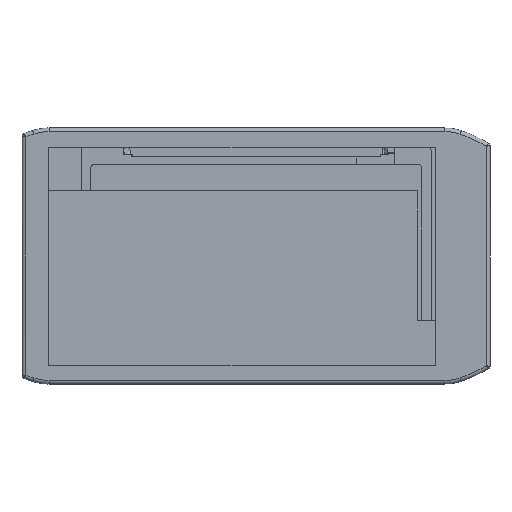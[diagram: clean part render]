
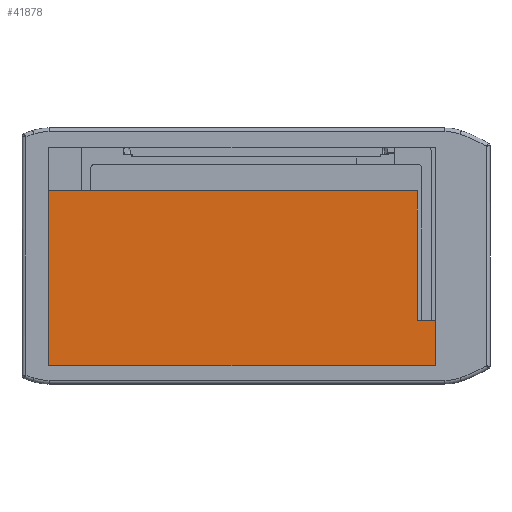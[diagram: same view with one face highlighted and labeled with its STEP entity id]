
A CAD part, front view. The second image highlights one B-rep face of the part: STEP entity #41878.
In plain terms, the highlighted planar face has unit normal (0, -1, 0).
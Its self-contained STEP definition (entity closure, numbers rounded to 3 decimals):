
#41261=CARTESIAN_POINT('',(52.093,-4.9,-20.85));
#41262=DIRECTION('',(0.,1.,0.));
#41263=DIRECTION('',(0.328,0.,-0.945));
#41264=AXIS2_PLACEMENT_3D('',#41261,#41262,#41263);
#41266=DIRECTION('',(-1.,0.,0.));
#41267=VECTOR('',#41266,106.529);
#41268=CARTESIAN_POINT('',(52.093,-4.9,-32.35));
#41269=LINE('',#41268,#41267);
#41270=CARTESIAN_POINT('',(-54.436,-4.9,-19.85));
#41271=DIRECTION('',(0.,1.,0.));
#41272=DIRECTION('',(0.,0.,-1.));
#41273=AXIS2_PLACEMENT_3D('',#41270,#41271,#41272);
#41275=CARTESIAN_POINT('',(-43.844,-4.9,13.509));
#41276=DIRECTION('',(0.,1.,0.));
#41277=DIRECTION('',(-0.303,0.,-0.953));
#41278=AXIS2_PLACEMENT_3D('',#41275,#41276,#41277);
#41280=DIRECTION('',(0.,0.,1.));
#41281=VECTOR('',#41280,62.733);
#41282=CARTESIAN_POINT('',(-59.7,-4.9,-31.267));
#41283=LINE('',#41282,#41281);
#41284=CARTESIAN_POINT('',(-43.844,-4.9,-13.309));
#41285=DIRECTION('',(0.,1.,0.));
#41286=DIRECTION('',(-0.334,0.,0.943));
#41287=AXIS2_PLACEMENT_3D('',#41284,#41285,#41286);
#41289=CARTESIAN_POINT('',(-54.436,-4.9,20.05));
#41290=DIRECTION('',(0.,1.,0.));
#41291=DIRECTION('',(-0.303,0.,0.953));
#41292=AXIS2_PLACEMENT_3D('',#41289,#41290,#41291);
#41294=DIRECTION('',(1.,0.,0.));
#41295=VECTOR('',#41294,106.529);
#41296=CARTESIAN_POINT('',(-54.436,-4.9,32.55));
#41297=LINE('',#41296,#41295);
#41298=CARTESIAN_POINT('',(52.093,-4.9,21.05));
#41299=DIRECTION('',(0.,1.,0.));
#41300=DIRECTION('',(0.,0.,1.));
#41301=AXIS2_PLACEMENT_3D('',#41298,#41299,#41300);
#41303=CARTESIAN_POINT('',(43.248,-4.9,-4.46));
#41304=DIRECTION('',(0.,1.,0.));
#41305=DIRECTION('',(0.328,0.,0.945));
#41306=AXIS2_PLACEMENT_3D('',#41303,#41304,#41305);
#41308=DIRECTION('',(0.,0.,-1.));
#41309=VECTOR('',#41308,57.904);
#41310=CARTESIAN_POINT('',(62.2,-4.9,29.052));
#41311=LINE('',#41310,#41309);
#41312=CARTESIAN_POINT('',(57.85,-4.9,23.4));
#41313=DIRECTION('',(0.,1.,0.));
#41314=DIRECTION('',(-1.,0.,0.));
#41315=AXIS2_PLACEMENT_3D('',#41312,#41313,#41314);
#41317=CARTESIAN_POINT('',(57.85,-4.9,23.4));
#41318=DIRECTION('',(0.,1.,0.));
#41319=DIRECTION('',(1.,0.,0.));
#41320=AXIS2_PLACEMENT_3D('',#41317,#41318,#41319);
#41322=CARTESIAN_POINT('',(57.85,-4.9,-23.4));
#41323=DIRECTION('',(0.,1.,0.));
#41324=DIRECTION('',(-1.,0.,0.));
#41325=AXIS2_PLACEMENT_3D('',#41322,#41323,#41324);
#41327=CARTESIAN_POINT('',(57.85,-4.9,-23.4));
#41328=DIRECTION('',(0.,1.,0.));
#41329=DIRECTION('',(1.,0.,0.));
#41330=AXIS2_PLACEMENT_3D('',#41327,#41328,#41329);
#41332=CARTESIAN_POINT('',(-58.05,-4.9,23.4));
#41333=DIRECTION('',(0.,1.,0.));
#41334=DIRECTION('',(-1.,0.,0.));
#41335=AXIS2_PLACEMENT_3D('',#41332,#41333,#41334);
#41337=CARTESIAN_POINT('',(-58.05,-4.9,23.4));
#41338=DIRECTION('',(0.,1.,0.));
#41339=DIRECTION('',(1.,0.,0.));
#41340=AXIS2_PLACEMENT_3D('',#41337,#41338,#41339);
#41342=CARTESIAN_POINT('',(-58.05,-4.9,-23.4));
#41343=DIRECTION('',(0.,1.,0.));
#41344=DIRECTION('',(-1.,0.,0.));
#41345=AXIS2_PLACEMENT_3D('',#41342,#41343,#41344);
#41347=CARTESIAN_POINT('',(-58.05,-4.9,-23.4));
#41348=DIRECTION('',(0.,1.,0.));
#41349=DIRECTION('',(1.,0.,0.));
#41350=AXIS2_PLACEMENT_3D('',#41347,#41348,#41349);
#41352=DIRECTION('',(0.,0.,1.));
#41353=VECTOR('',#41352,34.8);
#41354=CARTESIAN_POINT('',(59.8,-4.9,-17.2));
#41355=LINE('',#41354,#41353);
#41356=DIRECTION('',(-1.,0.,0.));
#41357=VECTOR('',#41356,5.45);
#41358=CARTESIAN_POINT('',(59.8,-4.9,17.6));
#41359=LINE('',#41358,#41357);
#41360=DIRECTION('',(0.,0.,1.));
#41361=VECTOR('',#41360,11.96);
#41362=CARTESIAN_POINT('',(54.35,-4.9,17.6));
#41363=LINE('',#41362,#41361);
#41364=DIRECTION('',(-1.,0.,0.));
#41365=VECTOR('',#41364,110.9);
#41366=CARTESIAN_POINT('',(54.35,-4.9,29.56));
#41367=LINE('',#41366,#41365);
#41368=DIRECTION('',(0.,0.,-1.));
#41369=VECTOR('',#41368,11.96);
#41370=CARTESIAN_POINT('',(-56.55,-4.9,29.56));
#41371=LINE('',#41370,#41369);
#41372=DIRECTION('',(1.,0.,0.));
#41373=VECTOR('',#41372,101.213);
#41374=CARTESIAN_POINT('',(-56.55,-4.9,17.6));
#41375=LINE('',#41374,#41373);
#41376=DIRECTION('',(0.,0.,-1.));
#41377=VECTOR('',#41376,34.8);
#41378=CARTESIAN_POINT('',(44.663,-4.9,17.6));
#41379=LINE('',#41378,#41377);
#41380=DIRECTION('',(1.,0.,0.));
#41381=VECTOR('',#41380,15.137);
#41382=CARTESIAN_POINT('',(44.663,-4.9,-17.2));
#41383=LINE('',#41382,#41381);
#41384=CARTESIAN_POINT('',(43.248,-4.9,4.66));
#41385=DIRECTION('',(0.,-1.,0.));
#41386=DIRECTION('',(0.328,0.,-0.945));
#41387=AXIS2_PLACEMENT_3D('',#41384,#41385,#41386);
#41677=CARTESIAN_POINT('',(-59.7,-4.9,31.467));
#41678=CARTESIAN_POINT('',(-58.22,-4.9,31.964));
#41679=VERTEX_POINT('',#41677);
#41680=VERTEX_POINT('',#41678);
#41681=CARTESIAN_POINT('',(-54.436,-4.9,32.55));
#41682=VERTEX_POINT('',#41681);
#41683=CARTESIAN_POINT('',(52.093,-4.9,32.55));
#41684=VERTEX_POINT('',#41683);
#41685=CARTESIAN_POINT('',(55.86,-4.9,31.915));
#41686=VERTEX_POINT('',#41685);
#41687=CARTESIAN_POINT('',(62.2,-4.9,29.052));
#41688=VERTEX_POINT('',#41687);
#41689=CARTESIAN_POINT('',(62.2,-4.9,-28.852));
#41690=VERTEX_POINT('',#41689);
#41691=CARTESIAN_POINT('',(55.86,-4.9,-31.715));
#41692=CARTESIAN_POINT('',(52.093,-4.9,-32.35));
#41693=VERTEX_POINT('',#41691);
#41694=VERTEX_POINT('',#41692);
#41695=CARTESIAN_POINT('',(-54.436,-4.9,-32.35));
#41696=VERTEX_POINT('',#41695);
#41697=CARTESIAN_POINT('',(-58.22,-4.9,-31.764));
#41698=VERTEX_POINT('',#41697);
#41699=CARTESIAN_POINT('',(-59.7,-4.9,-31.267));
#41700=VERTEX_POINT('',#41699);
#41701=CARTESIAN_POINT('',(56.35,-4.9,23.4));
#41702=CARTESIAN_POINT('',(59.35,-4.9,23.4));
#41703=VERTEX_POINT('',#41701);
#41704=VERTEX_POINT('',#41702);
#41705=CARTESIAN_POINT('',(56.35,-4.9,-23.4));
#41706=CARTESIAN_POINT('',(59.35,-4.9,-23.4));
#41707=VERTEX_POINT('',#41705);
#41708=VERTEX_POINT('',#41706);
#41709=CARTESIAN_POINT('',(-59.05,-4.9,23.4));
#41710=CARTESIAN_POINT('',(-57.05,-4.9,23.4));
#41711=VERTEX_POINT('',#41709);
#41712=VERTEX_POINT('',#41710);
#41713=CARTESIAN_POINT('',(-59.05,-4.9,-23.4));
#41714=CARTESIAN_POINT('',(-57.05,-4.9,-23.4));
#41715=VERTEX_POINT('',#41713);
#41716=VERTEX_POINT('',#41714);
#41757=CARTESIAN_POINT('',(59.8,-4.9,-17.2));
#41758=CARTESIAN_POINT('',(59.8,-4.9,17.6));
#41759=VERTEX_POINT('',#41757);
#41760=VERTEX_POINT('',#41758);
#41761=CARTESIAN_POINT('',(54.35,-4.9,17.6));
#41762=VERTEX_POINT('',#41761);
#41763=CARTESIAN_POINT('',(54.35,-4.9,29.56));
#41764=VERTEX_POINT('',#41763);
#41765=CARTESIAN_POINT('',(-56.55,-4.9,29.56));
#41766=VERTEX_POINT('',#41765);
#41767=CARTESIAN_POINT('',(-56.55,-4.9,17.6));
#41768=VERTEX_POINT('',#41767);
#41769=CARTESIAN_POINT('',(44.663,-4.9,17.6));
#41770=VERTEX_POINT('',#41769);
#41771=CARTESIAN_POINT('',(44.663,-4.9,-17.2));
#41772=VERTEX_POINT('',#41771);
#41805=CARTESIAN_POINT('',(0.,-4.9,0.));
#41806=DIRECTION('',(0.,-1.,0.));
#41807=DIRECTION('',(1.,0.,0.));
#41808=AXIS2_PLACEMENT_3D('',#41805,#41806,#41807);
#41809=PLANE('',#41808);
#41811=ORIENTED_EDGE('',*,*,#41810,.F.);
#41813=ORIENTED_EDGE('',*,*,#41812,.T.);
#41815=ORIENTED_EDGE('',*,*,#41814,.T.);
#41817=ORIENTED_EDGE('',*,*,#41816,.T.);
#41819=ORIENTED_EDGE('',*,*,#41818,.T.);
#41821=ORIENTED_EDGE('',*,*,#41820,.T.);
#41823=ORIENTED_EDGE('',*,*,#41822,.T.);
#41825=ORIENTED_EDGE('',*,*,#41824,.T.);
#41827=ORIENTED_EDGE('',*,*,#41826,.T.);
#41829=ORIENTED_EDGE('',*,*,#41828,.T.);
#41831=ORIENTED_EDGE('',*,*,#41830,.T.);
#41833=ORIENTED_EDGE('',*,*,#41832,.T.);
#41834=EDGE_LOOP('',(#41811,#41813,#41815,#41817,#41819,#41821,#41823,#41825,
#41827,#41829,#41831,#41833));
#41835=FACE_OUTER_BOUND('',#41834,.F.);
#41837=ORIENTED_EDGE('',*,*,#41836,.F.);
#41839=ORIENTED_EDGE('',*,*,#41838,.F.);
#41840=EDGE_LOOP('',(#41837,#41839));
#41841=FACE_BOUND('',#41840,.F.);
#41843=ORIENTED_EDGE('',*,*,#41842,.F.);
#41845=ORIENTED_EDGE('',*,*,#41844,.F.);
#41846=EDGE_LOOP('',(#41843,#41845));
#41847=FACE_BOUND('',#41846,.F.);
#41849=ORIENTED_EDGE('',*,*,#41848,.F.);
#41851=ORIENTED_EDGE('',*,*,#41850,.F.);
#41852=EDGE_LOOP('',(#41849,#41851));
#41853=FACE_BOUND('',#41852,.F.);
#41855=ORIENTED_EDGE('',*,*,#41854,.F.);
#41857=ORIENTED_EDGE('',*,*,#41856,.F.);
#41858=EDGE_LOOP('',(#41855,#41857));
#41859=FACE_BOUND('',#41858,.F.);
#41861=ORIENTED_EDGE('',*,*,#41860,.T.);
#41863=ORIENTED_EDGE('',*,*,#41862,.T.);
#41865=ORIENTED_EDGE('',*,*,#41864,.T.);
#41867=ORIENTED_EDGE('',*,*,#41866,.T.);
#41869=ORIENTED_EDGE('',*,*,#41868,.T.);
#41871=ORIENTED_EDGE('',*,*,#41870,.T.);
#41873=ORIENTED_EDGE('',*,*,#41872,.T.);
#41875=ORIENTED_EDGE('',*,*,#41874,.T.);
#41876=EDGE_LOOP('',(#41861,#41863,#41865,#41867,#41869,#41871,#41873,#41875));
#41877=FACE_BOUND('',#41876,.F.);
#41265=CIRCLE('',#41264,11.5);
#41274=CIRCLE('',#41273,12.5);
#41279=CIRCLE('',#41278,47.5);
#41288=CIRCLE('',#41287,47.5);
#41293=CIRCLE('',#41292,12.5);
#41302=CIRCLE('',#41301,11.5);
#41307=CIRCLE('',#41306,38.5);
#41316=CIRCLE('',#41315,1.5);
#41321=CIRCLE('',#41320,1.5);
#41326=CIRCLE('',#41325,1.5);
#41331=CIRCLE('',#41330,1.5);
#41336=CIRCLE('',#41335,1.);
#41341=CIRCLE('',#41340,1.);
#41346=CIRCLE('',#41345,1.);
#41351=CIRCLE('',#41350,1.);
#41388=CIRCLE('',#41387,38.5);
#41810=EDGE_CURVE('',#41693,#41690,#41388,.T.);
#41812=EDGE_CURVE('',#41693,#41694,#41265,.T.);
#41814=EDGE_CURVE('',#41694,#41696,#41269,.T.);
#41816=EDGE_CURVE('',#41696,#41698,#41274,.T.);
#41818=EDGE_CURVE('',#41698,#41700,#41279,.T.);
#41820=EDGE_CURVE('',#41700,#41679,#41283,.T.);
#41822=EDGE_CURVE('',#41679,#41680,#41288,.T.);
#41824=EDGE_CURVE('',#41680,#41682,#41293,.T.);
#41826=EDGE_CURVE('',#41682,#41684,#41297,.T.);
#41828=EDGE_CURVE('',#41684,#41686,#41302,.T.);
#41830=EDGE_CURVE('',#41686,#41688,#41307,.T.);
#41832=EDGE_CURVE('',#41688,#41690,#41311,.T.);
#41836=EDGE_CURVE('',#41703,#41704,#41316,.T.);
#41838=EDGE_CURVE('',#41704,#41703,#41321,.T.);
#41842=EDGE_CURVE('',#41707,#41708,#41326,.T.);
#41844=EDGE_CURVE('',#41708,#41707,#41331,.T.);
#41848=EDGE_CURVE('',#41711,#41712,#41336,.T.);
#41850=EDGE_CURVE('',#41712,#41711,#41341,.T.);
#41854=EDGE_CURVE('',#41715,#41716,#41346,.T.);
#41856=EDGE_CURVE('',#41716,#41715,#41351,.T.);
#41860=EDGE_CURVE('',#41759,#41760,#41355,.T.);
#41862=EDGE_CURVE('',#41760,#41762,#41359,.T.);
#41864=EDGE_CURVE('',#41762,#41764,#41363,.T.);
#41866=EDGE_CURVE('',#41764,#41766,#41367,.T.);
#41868=EDGE_CURVE('',#41766,#41768,#41371,.T.);
#41870=EDGE_CURVE('',#41768,#41770,#41375,.T.);
#41872=EDGE_CURVE('',#41770,#41772,#41379,.T.);
#41874=EDGE_CURVE('',#41772,#41759,#41383,.T.);
#41878=ADVANCED_FACE('',(#41835,#41841,#41847,#41853,#41859,#41877),#41809,.T.);
